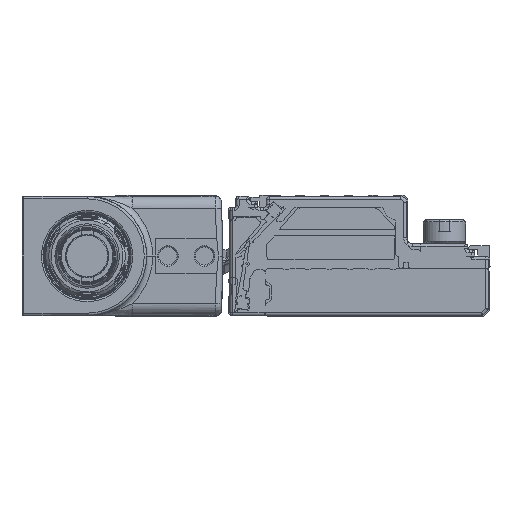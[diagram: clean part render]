
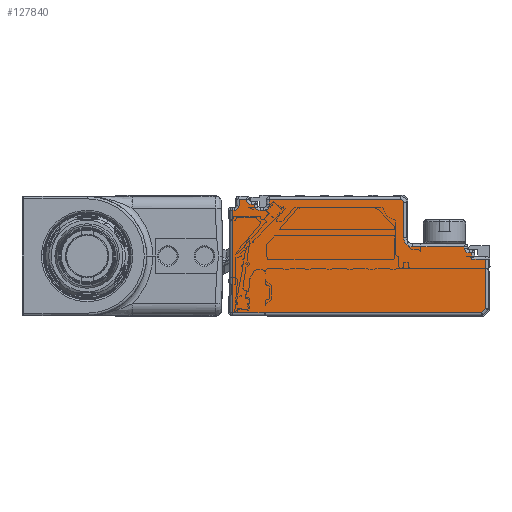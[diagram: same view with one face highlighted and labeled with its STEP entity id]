
A CAD part, left-side view. The second image highlights one B-rep face of the part: STEP entity #127840.
In plain terms, the highlighted planar face has unit normal (-1, 0, 0).
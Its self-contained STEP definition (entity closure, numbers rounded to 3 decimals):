
#125652=AXIS2_PLACEMENT_3D('Circle Axis2P3D',#125650,#125651,$) ;
#125723=AXIS2_PLACEMENT_3D('Circle Axis2P3D',#125721,#125722,$) ;
#125827=AXIS2_PLACEMENT_3D('Circle Axis2P3D',#125825,#125826,$) ;
#127734=AXIS2_PLACEMENT_3D('Plane Axis2P3D',#127731,#127732,#127733) ;
#127745=AXIS2_PLACEMENT_3D('Circle Axis2P3D',#127743,#127744,$) ;
#127766=AXIS2_PLACEMENT_3D('Circle Axis2P3D',#127764,#127765,$) ;
#127780=AXIS2_PLACEMENT_3D('Circle Axis2P3D',#127778,#127779,$) ;
#127799=AXIS2_PLACEMENT_3D('Circle Axis2P3D',#127797,#127798,$) ;
#125285=CARTESIAN_POINT('Vertex',(-578.,42.3,-7.3)) ;
#125308=CARTESIAN_POINT('Vertex',(-578.,1.407,-7.3)) ;
#125311=CARTESIAN_POINT('Line Origine',(-578.,23.168,-7.3)) ;
#125348=CARTESIAN_POINT('Vertex',(-578.,0.7,-6.593)) ;
#125351=CARTESIAN_POINT('Line Origine',(-578.,-1.246,-4.646)) ;
#125592=CARTESIAN_POINT('Line Origine',(-578.,21.5,11.3)) ;
#125596=CARTESIAN_POINT('Vertex',(-578.,40.1,11.3)) ;
#125598=CARTESIAN_POINT('Vertex',(-578.,41.3,11.3)) ;
#125650=CARTESIAN_POINT('Axis2P3D Location',(-578.,39.3,11.3)) ;
#125654=CARTESIAN_POINT('Vertex',(-578.,39.3,10.5)) ;
#125687=CARTESIAN_POINT('Vertex',(-578.,14.2,10.8)) ;
#125690=CARTESIAN_POINT('Line Origine',(-578.,14.2,2.)) ;
#125694=CARTESIAN_POINT('Vertex',(-578.,14.2,5.)) ;
#125721=CARTESIAN_POINT('Axis2P3D Location',(-578.,12.7,5.)) ;
#125725=CARTESIAN_POINT('Vertex',(-578.,12.7,3.5)) ;
#125753=CARTESIAN_POINT('Vertex',(-578.,4.2,3.5)) ;
#125761=CARTESIAN_POINT('Line Origine',(-578.,21.5,3.5)) ;
#125787=CARTESIAN_POINT('Line Origine',(-578.,4.2,2.)) ;
#125791=CARTESIAN_POINT('Vertex',(-578.,4.2,3.3)) ;
#125825=CARTESIAN_POINT('Axis2P3D Location',(-578.,3.4,3.3)) ;
#125829=CARTESIAN_POINT('Vertex',(-578.,3.4,2.5)) ;
#125857=CARTESIAN_POINT('Vertex',(-578.,3.,2.5)) ;
#125865=CARTESIAN_POINT('Line Origine',(-578.,21.5,2.5)) ;
#127688=CARTESIAN_POINT('Line Origine',(-578.,42.3,2.)) ;
#127692=CARTESIAN_POINT('Vertex',(-578.,42.3,9.5)) ;
#127716=CARTESIAN_POINT('Vertex',(-578.,0.7,1.5)) ;
#127719=CARTESIAN_POINT('Line Origine',(-578.,0.7,2.)) ;
#127731=CARTESIAN_POINT('Axis2P3D Location',(-578.,0.2,-7.8)) ;
#127736=CARTESIAN_POINT('Line Origine',(-578.,3.,2.)) ;
#127740=CARTESIAN_POINT('Vertex',(-578.,3.,1.5)) ;
#127743=CARTESIAN_POINT('Axis2P3D Location',(-578.,14.7,10.8)) ;
#127747=CARTESIAN_POINT('Vertex',(-578.,14.7,11.3)) ;
#127750=CARTESIAN_POINT('Line Origine',(-578.,25.5,11.3)) ;
#127754=CARTESIAN_POINT('Vertex',(-578.,36.3,11.3)) ;
#127757=CARTESIAN_POINT('Line Origine',(-578.,36.3,10.9)) ;
#127761=CARTESIAN_POINT('Vertex',(-578.,36.3,10.5)) ;
#127764=CARTESIAN_POINT('Axis2P3D Location',(-578.,37.3,10.5)) ;
#127768=CARTESIAN_POINT('Vertex',(-578.,37.3,9.5)) ;
#127771=CARTESIAN_POINT('Line Origine',(-578.,37.55,9.5)) ;
#127775=CARTESIAN_POINT('Vertex',(-578.,37.8,9.5)) ;
#127778=CARTESIAN_POINT('Axis2P3D Location',(-578.,37.8,10.5)) ;
#127782=CARTESIAN_POINT('Vertex',(-578.,38.8,10.5)) ;
#127785=CARTESIAN_POINT('Line Origine',(-578.,39.05,10.5)) ;
#127790=CARTESIAN_POINT('Line Origine',(-578.,41.3,10.8)) ;
#127794=CARTESIAN_POINT('Vertex',(-578.,41.3,10.3)) ;
#127797=CARTESIAN_POINT('Axis2P3D Location',(-578.,42.1,10.3)) ;
#127801=CARTESIAN_POINT('Vertex',(-578.,42.1,9.5)) ;
#127804=CARTESIAN_POINT('Line Origine',(-578.,42.2,9.5)) ;
#127809=CARTESIAN_POINT('Line Origine',(-578.,1.85,1.5)) ;
#125312=DIRECTION('Vector Direction',(0.,1.,0.)) ;
#125352=DIRECTION('Vector Direction',(0.,0.707,-0.707)) ;
#125593=DIRECTION('Vector Direction',(0.,-1.,0.)) ;
#125651=DIRECTION('Axis2P3D Direction',(1.,0.,0.)) ;
#125691=DIRECTION('Vector Direction',(0.,0.,-1.)) ;
#125722=DIRECTION('Axis2P3D Direction',(1.,0.,0.)) ;
#125762=DIRECTION('Vector Direction',(0.,-1.,0.)) ;
#125788=DIRECTION('Vector Direction',(0.,0.,1.)) ;
#125826=DIRECTION('Axis2P3D Direction',(1.,0.,0.)) ;
#125866=DIRECTION('Vector Direction',(0.,-1.,0.)) ;
#127689=DIRECTION('Vector Direction',(0.,0.,1.)) ;
#127720=DIRECTION('Vector Direction',(0.,0.,-1.)) ;
#127732=DIRECTION('Axis2P3D Direction',(-1.,0.,0.)) ;
#127733=DIRECTION('Axis2P3D XDirection',(0.,0.,1.)) ;
#127737=DIRECTION('Vector Direction',(0.,0.,1.)) ;
#127744=DIRECTION('Axis2P3D Direction',(-1.,0.,0.)) ;
#127751=DIRECTION('Vector Direction',(0.,1.,0.)) ;
#127758=DIRECTION('Vector Direction',(0.,0.,-1.)) ;
#127765=DIRECTION('Axis2P3D Direction',(-1.,0.,0.)) ;
#127772=DIRECTION('Vector Direction',(0.,1.,0.)) ;
#127779=DIRECTION('Axis2P3D Direction',(-1.,0.,0.)) ;
#127786=DIRECTION('Vector Direction',(0.,-1.,0.)) ;
#127791=DIRECTION('Vector Direction',(0.,0.,-1.)) ;
#127798=DIRECTION('Axis2P3D Direction',(-1.,0.,0.)) ;
#127805=DIRECTION('Vector Direction',(0.,1.,0.)) ;
#127810=DIRECTION('Vector Direction',(0.,1.,0.)) ;
#125313=VECTOR('Line Direction',#125312,1.) ;
#125353=VECTOR('Line Direction',#125352,1.) ;
#125594=VECTOR('Line Direction',#125593,1.) ;
#125692=VECTOR('Line Direction',#125691,1.) ;
#125763=VECTOR('Line Direction',#125762,1.) ;
#125789=VECTOR('Line Direction',#125788,1.) ;
#125867=VECTOR('Line Direction',#125866,1.) ;
#127690=VECTOR('Line Direction',#127689,1.) ;
#127721=VECTOR('Line Direction',#127720,1.) ;
#127738=VECTOR('Line Direction',#127737,1.) ;
#127752=VECTOR('Line Direction',#127751,1.) ;
#127759=VECTOR('Line Direction',#127758,1.) ;
#127773=VECTOR('Line Direction',#127772,1.) ;
#127787=VECTOR('Line Direction',#127786,1.) ;
#127792=VECTOR('Line Direction',#127791,1.) ;
#127806=VECTOR('Line Direction',#127805,1.) ;
#127811=VECTOR('Line Direction',#127810,1.) ;
#127815=ORIENTED_EDGE('',*,*,#127742,.T.) ;
#127816=ORIENTED_EDGE('',*,*,#125869,.T.) ;
#127817=ORIENTED_EDGE('',*,*,#125831,.T.) ;
#127818=ORIENTED_EDGE('',*,*,#125793,.T.) ;
#127819=ORIENTED_EDGE('',*,*,#125765,.T.) ;
#127820=ORIENTED_EDGE('',*,*,#125727,.T.) ;
#127821=ORIENTED_EDGE('',*,*,#125696,.T.) ;
#127822=ORIENTED_EDGE('',*,*,#127749,.T.) ;
#127823=ORIENTED_EDGE('',*,*,#127756,.T.) ;
#127824=ORIENTED_EDGE('',*,*,#127763,.T.) ;
#127825=ORIENTED_EDGE('',*,*,#127770,.T.) ;
#127826=ORIENTED_EDGE('',*,*,#127777,.T.) ;
#127827=ORIENTED_EDGE('',*,*,#127784,.T.) ;
#127828=ORIENTED_EDGE('',*,*,#127789,.T.) ;
#127829=ORIENTED_EDGE('',*,*,#125656,.T.) ;
#127830=ORIENTED_EDGE('',*,*,#125600,.T.) ;
#127831=ORIENTED_EDGE('',*,*,#127796,.T.) ;
#127832=ORIENTED_EDGE('',*,*,#127803,.T.) ;
#127833=ORIENTED_EDGE('',*,*,#127808,.T.) ;
#127834=ORIENTED_EDGE('',*,*,#127694,.T.) ;
#127835=ORIENTED_EDGE('',*,*,#125315,.T.) ;
#127836=ORIENTED_EDGE('',*,*,#125355,.T.) ;
#127837=ORIENTED_EDGE('',*,*,#127723,.T.) ;
#127838=ORIENTED_EDGE('',*,*,#127813,.T.) ;
#127840=ADVANCED_FACE('\X2\FF8AFF9FFF70FF82\X0\ \X2\FF8EFF9EFF83FF9EFF68FF70\X0\',(#127839),#127735,.T.) ;
#125653=CIRCLE('generated circle',#125652,0.8) ;
#125724=CIRCLE('generated circle',#125723,1.5) ;
#125828=CIRCLE('generated circle',#125827,0.8) ;
#127746=CIRCLE('generated circle',#127745,0.5) ;
#127767=CIRCLE('generated circle',#127766,1.) ;
#127781=CIRCLE('generated circle',#127780,1.) ;
#127800=CIRCLE('generated circle',#127799,0.8) ;
#125315=EDGE_CURVE('',#125286,#125309,#125314,.F.) ;
#125355=EDGE_CURVE('',#125309,#125349,#125354,.F.) ;
#125600=EDGE_CURVE('',#125597,#125599,#125595,.F.) ;
#125656=EDGE_CURVE('',#125655,#125597,#125653,.T.) ;
#125696=EDGE_CURVE('',#125695,#125688,#125693,.F.) ;
#125727=EDGE_CURVE('',#125726,#125695,#125724,.T.) ;
#125765=EDGE_CURVE('',#125754,#125726,#125764,.F.) ;
#125793=EDGE_CURVE('',#125792,#125754,#125790,.T.) ;
#125831=EDGE_CURVE('',#125830,#125792,#125828,.T.) ;
#125869=EDGE_CURVE('',#125858,#125830,#125868,.F.) ;
#127694=EDGE_CURVE('',#127693,#125286,#127691,.F.) ;
#127723=EDGE_CURVE('',#125349,#127717,#127722,.F.) ;
#127742=EDGE_CURVE('',#127741,#125858,#127739,.T.) ;
#127749=EDGE_CURVE('',#125688,#127748,#127746,.T.) ;
#127756=EDGE_CURVE('',#127748,#127755,#127753,.T.) ;
#127763=EDGE_CURVE('',#127755,#127762,#127760,.T.) ;
#127770=EDGE_CURVE('',#127762,#127769,#127767,.F.) ;
#127777=EDGE_CURVE('',#127769,#127776,#127774,.T.) ;
#127784=EDGE_CURVE('',#127776,#127783,#127781,.F.) ;
#127789=EDGE_CURVE('',#127783,#125655,#127788,.F.) ;
#127796=EDGE_CURVE('',#125599,#127795,#127793,.T.) ;
#127803=EDGE_CURVE('',#127795,#127802,#127800,.F.) ;
#127808=EDGE_CURVE('',#127802,#127693,#127807,.T.) ;
#127813=EDGE_CURVE('',#127717,#127741,#127812,.T.) ;
#127814=EDGE_LOOP('',(#127815,#127816,#127817,#127818,#127819,#127820,#127821,#127822,#127823,#127824,#127825,#127826,#127827,#127828,#127829,#127830,#127831,#127832,#127833,#127834,#127835,#127836,#127837,#127838)) ;
#127839=FACE_OUTER_BOUND('',#127814,.T.) ;
#125314=LINE('Line',#125311,#125313) ;
#125354=LINE('Line',#125351,#125353) ;
#125595=LINE('Line',#125592,#125594) ;
#125693=LINE('Line',#125690,#125692) ;
#125764=LINE('Line',#125761,#125763) ;
#125790=LINE('Line',#125787,#125789) ;
#125868=LINE('Line',#125865,#125867) ;
#127691=LINE('Line',#127688,#127690) ;
#127722=LINE('Line',#127719,#127721) ;
#127739=LINE('Line',#127736,#127738) ;
#127753=LINE('Line',#127750,#127752) ;
#127760=LINE('Line',#127757,#127759) ;
#127774=LINE('Line',#127771,#127773) ;
#127788=LINE('Line',#127785,#127787) ;
#127793=LINE('Line',#127790,#127792) ;
#127807=LINE('Line',#127804,#127806) ;
#127812=LINE('Line',#127809,#127811) ;
#127735=PLANE('',#127734) ;
#125286=VERTEX_POINT('',#125285) ;
#125309=VERTEX_POINT('',#125308) ;
#125349=VERTEX_POINT('',#125348) ;
#125597=VERTEX_POINT('',#125596) ;
#125599=VERTEX_POINT('',#125598) ;
#125655=VERTEX_POINT('',#125654) ;
#125688=VERTEX_POINT('',#125687) ;
#125695=VERTEX_POINT('',#125694) ;
#125726=VERTEX_POINT('',#125725) ;
#125754=VERTEX_POINT('',#125753) ;
#125792=VERTEX_POINT('',#125791) ;
#125830=VERTEX_POINT('',#125829) ;
#125858=VERTEX_POINT('',#125857) ;
#127693=VERTEX_POINT('',#127692) ;
#127717=VERTEX_POINT('',#127716) ;
#127741=VERTEX_POINT('',#127740) ;
#127748=VERTEX_POINT('',#127747) ;
#127755=VERTEX_POINT('',#127754) ;
#127762=VERTEX_POINT('',#127761) ;
#127769=VERTEX_POINT('',#127768) ;
#127776=VERTEX_POINT('',#127775) ;
#127783=VERTEX_POINT('',#127782) ;
#127795=VERTEX_POINT('',#127794) ;
#127802=VERTEX_POINT('',#127801) ;
